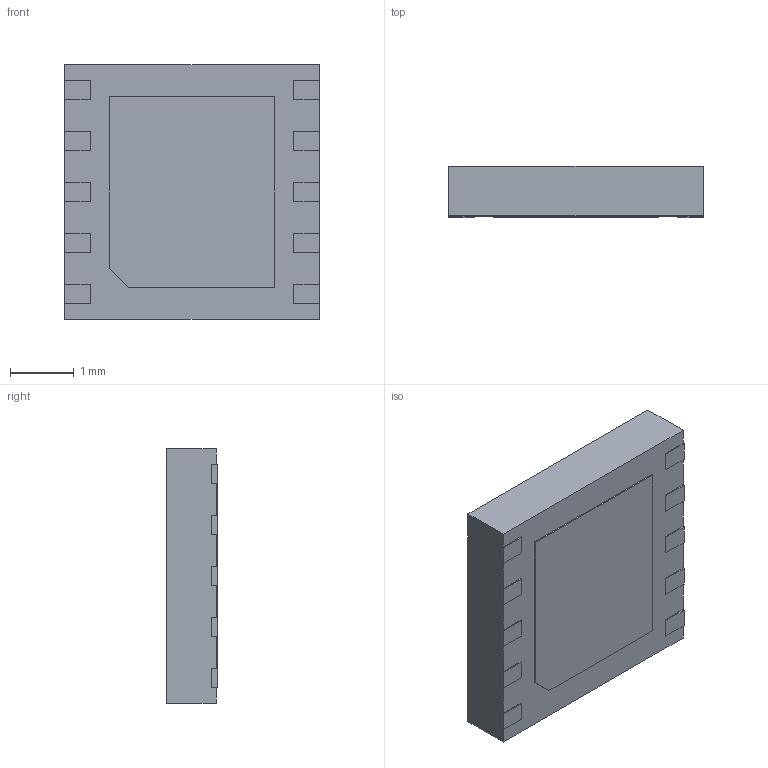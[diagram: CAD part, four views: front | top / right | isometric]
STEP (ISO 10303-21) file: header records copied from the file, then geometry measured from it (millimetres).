
FILE_DESCRIPTION(/* description */ (''),/* implementation_level */ '2;1');
FILE_NAME(/* name */ '',/* time_stamp */ '',/* author */ (''),/* organization */ (''),/* preprocessor_version */ '',/* originating_system */ '',/* authorisation */ '');
FILE_SCHEMA (('AUTOMOTIVE_DESIGN { 1 0 10303 214 3 1 1 }'));
Length unit declared in the file: millimetre
Products named in the file (1): TI DPR0010A
Bounding box: 4 x 0.8 x 4 mm (x, y, z)
Volume: 12.7 mm3; surface area: 45 mm2
Topology: 1 solids, 1 shells, 175 faces, 468 edges, 312 vertices
Faces by surface type: plane 138, bspline 36, cylinder 1
Full cylindrical faces by diameter (mm): 0.5 x1
Entity records: 5853 total; most frequent: CARTESIAN_POINT 1495, ORIENTED_EDGE 934, DIRECTION 677, EDGE_CURVE 467, LINE 393, VECTOR 393, VERTEX_POINT 312, EDGE_LOOP 193
